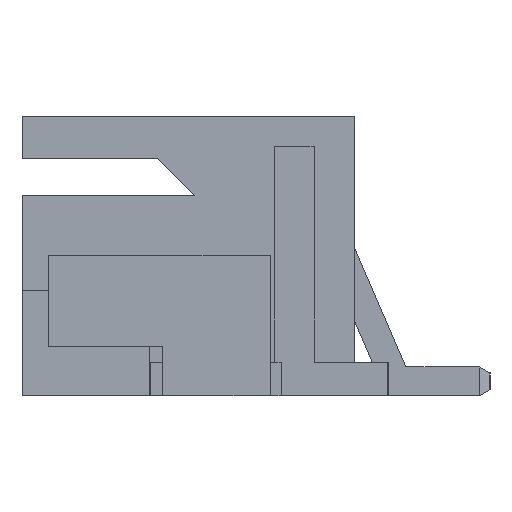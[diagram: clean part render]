
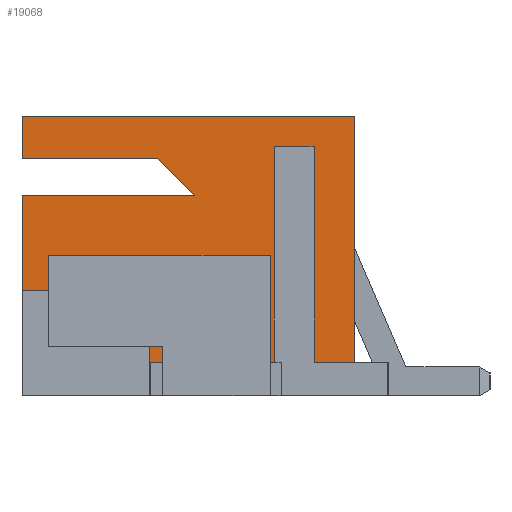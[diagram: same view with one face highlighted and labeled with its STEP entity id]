
A CAD part, left-side view. The second image highlights one B-rep face of the part: STEP entity #19068.
In plain terms, the highlighted planar face has unit normal (-1, 0, 0).
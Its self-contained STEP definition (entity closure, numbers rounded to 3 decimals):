
#1368=ORIENTED_EDGE('',*,*,#4321,.T.);
#1369=ORIENTED_EDGE('',*,*,#5100,.T.);
#1370=ORIENTED_EDGE('',*,*,#5101,.T.);
#1371=ORIENTED_EDGE('',*,*,#5102,.T.);
#1372=ORIENTED_EDGE('',*,*,#5094,.T.);
#1373=ORIENTED_EDGE('',*,*,#4429,.T.);
#1374=ORIENTED_EDGE('',*,*,#4455,.F.);
#1375=ORIENTED_EDGE('',*,*,#4451,.F.);
#1376=ORIENTED_EDGE('',*,*,#5103,.T.);
#1377=ORIENTED_EDGE('',*,*,#5104,.T.);
#1378=ORIENTED_EDGE('',*,*,#5105,.T.);
#1379=ORIENTED_EDGE('',*,*,#5106,.T.);
#1380=ORIENTED_EDGE('',*,*,#5107,.T.);
#1381=ORIENTED_EDGE('',*,*,#4447,.F.);
#1382=ORIENTED_EDGE('',*,*,#5108,.T.);
#1383=ORIENTED_EDGE('',*,*,#5109,.T.);
#1384=ORIENTED_EDGE('',*,*,#5110,.T.);
#1385=ORIENTED_EDGE('',*,*,#4470,.F.);
#1386=ORIENTED_EDGE('',*,*,#5111,.F.);
#1387=ORIENTED_EDGE('',*,*,#4313,.T.);
#4313=EDGE_CURVE('',#6282,#6281,#7540,.T.);
#4321=EDGE_CURVE('',#6281,#6288,#7548,.T.);
#4429=EDGE_CURVE('',#6394,#6393,#7656,.T.);
#4447=EDGE_CURVE('',#6408,#6404,#7674,.T.);
#4451=EDGE_CURVE('',#6409,#6411,#7678,.T.);
#4455=EDGE_CURVE('',#6411,#6393,#7682,.T.);
#4470=EDGE_CURVE('',#6426,#6427,#7697,.T.);
#5094=EDGE_CURVE('',#6877,#6394,#8321,.T.);
#5100=EDGE_CURVE('',#6288,#6881,#8327,.T.);
#5101=EDGE_CURVE('',#6881,#6882,#8328,.T.);
#5102=EDGE_CURVE('',#6882,#6877,#8329,.T.);
#5103=EDGE_CURVE('',#6409,#6883,#8330,.T.);
#5104=EDGE_CURVE('',#6883,#6884,#8331,.T.);
#5105=EDGE_CURVE('',#6884,#6885,#8332,.T.);
#5106=EDGE_CURVE('',#6885,#6886,#8333,.T.);
#5107=EDGE_CURVE('',#6886,#6404,#8334,.T.);
#5108=EDGE_CURVE('',#6408,#6887,#8335,.T.);
#5109=EDGE_CURVE('',#6887,#6888,#8336,.T.);
#5110=EDGE_CURVE('',#6888,#6427,#8337,.T.);
#5111=EDGE_CURVE('',#6282,#6426,#8338,.T.);
#6281=VERTEX_POINT('',#23748);
#6282=VERTEX_POINT('',#23750);
#6288=VERTEX_POINT('',#23764);
#6393=VERTEX_POINT('',#23981);
#6394=VERTEX_POINT('',#23983);
#6404=VERTEX_POINT('',#24010);
#6408=VERTEX_POINT('',#24018);
#6409=VERTEX_POINT('',#24025);
#6411=VERTEX_POINT('',#24028);
#6426=VERTEX_POINT('',#24064);
#6427=VERTEX_POINT('',#24066);
#6877=VERTEX_POINT('',#25274);
#6881=VERTEX_POINT('',#25285);
#6882=VERTEX_POINT('',#25287);
#6883=VERTEX_POINT('',#25290);
#6884=VERTEX_POINT('',#25292);
#6885=VERTEX_POINT('',#25294);
#6886=VERTEX_POINT('',#25296);
#6887=VERTEX_POINT('',#25299);
#6888=VERTEX_POINT('',#25301);
#7540=LINE('',#23749,#9235);
#7548=LINE('',#23765,#9243);
#7656=LINE('',#23982,#9351);
#7674=LINE('',#24019,#9369);
#7678=LINE('',#24027,#9373);
#7682=LINE('',#24034,#9377);
#7697=LINE('',#24065,#9392);
#8321=LINE('',#25273,#10016);
#8327=LINE('',#25284,#10022);
#8328=LINE('',#25286,#10023);
#8329=LINE('',#25288,#10024);
#8330=LINE('',#25289,#10025);
#8331=LINE('',#25291,#10026);
#8332=LINE('',#25293,#10027);
#8333=LINE('',#25295,#10028);
#8334=LINE('',#25297,#10029);
#8335=LINE('',#25298,#10030);
#8336=LINE('',#25300,#10031);
#8337=LINE('',#25302,#10032);
#8338=LINE('',#25303,#10033);
#9235=VECTOR('',#20522,1000.);
#9243=VECTOR('',#20532,1000.);
#9351=VECTOR('',#20648,1000.);
#9369=VECTOR('',#20674,1000.);
#9373=VECTOR('',#20682,1000.);
#9377=VECTOR('',#20688,1000.);
#9392=VECTOR('',#20707,1000.);
#10016=VECTOR('',#21599,1000.);
#10022=VECTOR('',#21607,1000.);
#10023=VECTOR('',#21608,1000.);
#10024=VECTOR('',#21609,1000.);
#10025=VECTOR('',#21610,1000.);
#10026=VECTOR('',#21611,1000.);
#10027=VECTOR('',#21612,1000.);
#10028=VECTOR('',#21613,1000.);
#10029=VECTOR('',#21614,1000.);
#10030=VECTOR('',#21615,1000.);
#10031=VECTOR('',#21616,1000.);
#10032=VECTOR('',#21617,1000.);
#10033=VECTOR('',#21618,1000.);
#11069=EDGE_LOOP('',(#1368,#1369,#1370,#1371,#1372,#1373,#1374,#1375,#1376,
#1377,#1378,#1379,#1380,#1381,#1382,#1383,#1384,#1385,#1386,#1387));
#11918=FACE_BOUND('',#11069,.T.);
#12767=PLANE('',#19890);
#19068=ADVANCED_FACE('',(#11918),#12767,.F.);
#19890=AXIS2_PLACEMENT_3D('',#25283,#21605,#21606);
#20522=DIRECTION('',(0.,1.,0.));
#20532=DIRECTION('',(0.,0.,-1.));
#20648=DIRECTION('',(0.,-1.,0.));
#20674=DIRECTION('',(0.,1.,0.));
#20682=DIRECTION('',(0.,1.,0.));
#20688=DIRECTION('',(0.,0.,-1.));
#20707=DIRECTION('',(0.,1.,0.));
#21599=DIRECTION('',(0.,0.,-1.));
#21605=DIRECTION('',(1.,0.,0.));
#21606=DIRECTION('',(0.,0.,-1.));
#21607=DIRECTION('',(0.,-1.,0.));
#21608=DIRECTION('',(0.,-0.707,-0.707));
#21609=DIRECTION('',(0.,1.,0.));
#21610=DIRECTION('',(0.,0.,1.));
#21611=DIRECTION('',(0.,1.,0.));
#21612=DIRECTION('',(0.,0.,1.));
#21613=DIRECTION('',(0.,-1.,0.));
#21614=DIRECTION('',(0.,0.,-1.));
#21615=DIRECTION('',(0.,0.,1.));
#21616=DIRECTION('',(0.,-1.,0.));
#21617=DIRECTION('',(0.,0.,-1.));
#21618=DIRECTION('',(0.,0.,-1.));
#23748=CARTESIAN_POINT('',(-26.505,9.906,5.918));
#23749=CARTESIAN_POINT('',(-26.505,2.87,5.918));
#23750=CARTESIAN_POINT('',(-26.505,2.87,5.918));
#23764=CARTESIAN_POINT('',(-26.505,9.906,5.029));
#23765=CARTESIAN_POINT('',(-26.505,9.906,0.711));
#23981=CARTESIAN_POINT('',(-26.505,7.188,0.));
#23982=CARTESIAN_POINT('',(-26.505,9.906,0.));
#23983=CARTESIAN_POINT('',(-26.505,9.906,0.));
#24010=CARTESIAN_POINT('',(-26.505,4.65,0.711));
#24018=CARTESIAN_POINT('',(-26.505,4.563,0.711));
#24019=CARTESIAN_POINT('',(-26.505,2.87,0.711));
#24025=CARTESIAN_POINT('',(-26.505,6.934,0.711));
#24027=CARTESIAN_POINT('',(-26.505,2.87,0.711));
#24028=CARTESIAN_POINT('',(-26.505,7.188,0.711));
#24034=CARTESIAN_POINT('',(-26.505,7.188,0.711));
#24064=CARTESIAN_POINT('',(-26.505,2.87,0.711));
#24065=CARTESIAN_POINT('',(-26.505,2.87,0.711));
#24066=CARTESIAN_POINT('',(-26.505,3.724,0.711));
#25273=CARTESIAN_POINT('',(-26.505,9.906,0.711));
#25274=CARTESIAN_POINT('',(-26.505,9.906,4.245));
#25283=CARTESIAN_POINT('',(-26.505,9.906,0.711));
#25284=CARTESIAN_POINT('',(-26.505,9.906,5.029));
#25285=CARTESIAN_POINT('',(-26.505,7.033,5.029));
#25286=CARTESIAN_POINT('',(-26.505,6.31,4.307));
#25287=CARTESIAN_POINT('',(-26.505,6.248,4.245));
#25288=CARTESIAN_POINT('',(-26.505,9.906,4.245));
#25289=CARTESIAN_POINT('',(-26.505,6.934,0.));
#25290=CARTESIAN_POINT('',(-26.505,6.934,1.041));
#25291=CARTESIAN_POINT('',(-26.505,6.934,1.041));
#25292=CARTESIAN_POINT('',(-26.505,9.349,1.041));
#25293=CARTESIAN_POINT('',(-26.505,9.349,1.041));
#25294=CARTESIAN_POINT('',(-26.505,9.349,2.972));
#25295=CARTESIAN_POINT('',(-26.505,9.349,2.972));
#25296=CARTESIAN_POINT('',(-26.505,4.65,2.972));
#25297=CARTESIAN_POINT('',(-26.505,4.65,2.972));
#25298=CARTESIAN_POINT('',(-26.505,4.563,0.711));
#25299=CARTESIAN_POINT('',(-26.505,4.563,5.283));
#25300=CARTESIAN_POINT('',(-26.505,9.906,5.283));
#25301=CARTESIAN_POINT('',(-26.505,3.724,5.283));
#25302=CARTESIAN_POINT('',(-26.505,3.724,0.711));
#25303=CARTESIAN_POINT('',(-26.505,2.87,5.918));
